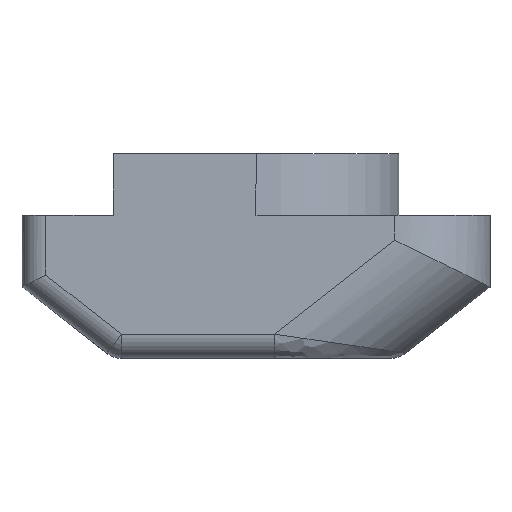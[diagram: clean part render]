
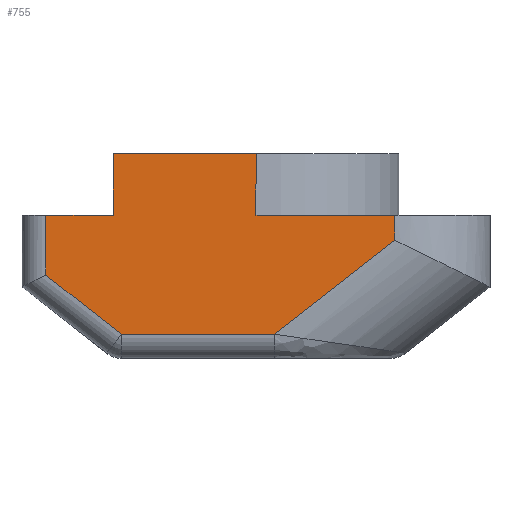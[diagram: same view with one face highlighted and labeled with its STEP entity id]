
A CAD part, top view. The second image highlights one B-rep face of the part: STEP entity #755.
In plain terms, the highlighted planar face has unit normal (0, 0, 1).
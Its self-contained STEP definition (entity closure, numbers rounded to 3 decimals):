
#41 = LINE ( 'NONE', #164, #526 ) ;
#44 = CARTESIAN_POINT ( 'NONE',  ( 0., 1.3, 3. ) ) ;
#67 = DIRECTION ( 'NONE',  ( -1., 0., 0. ) ) ;
#110 = LINE ( 'NONE', #920, #964 ) ;
#122 = EDGE_CURVE ( 'NONE', #338, #797, #676, .T. ) ;
#130 = VECTOR ( 'NONE', #295, 1000. ) ;
#136 = CARTESIAN_POINT ( 'NONE',  ( -2.828, -2.5, 3. ) ) ;
#140 = VECTOR ( 'NONE', #700, 1000. ) ;
#148 = CARTESIAN_POINT ( 'NONE',  ( -4.42, -1.256, 3. ) ) ;
#151 = ORIENTED_EDGE ( 'NONE', *, *, #246, .F. ) ;
#160 = EDGE_CURVE ( 'NONE', #898, #1049, #404, .T. ) ;
#164 = CARTESIAN_POINT ( 'NONE',  ( -4.92, 0., 3. ) ) ;
#172 = DIRECTION ( 'NONE',  ( 0.788, -0.616, 0. ) ) ;
#174 = CARTESIAN_POINT ( 'NONE',  ( -4.42, 0., 3. ) ) ;
#178 = FACE_OUTER_BOUND ( 'NONE', #430, .T. ) ;
#181 = VERTEX_POINT ( 'NONE', #227 ) ;
#218 = DIRECTION ( 'NONE',  ( 0., -1., 0. ) ) ;
#224 = VECTOR ( 'NONE', #172, 1000. ) ;
#227 = CARTESIAN_POINT ( 'NONE',  ( 2.92, -0.525, 3. ) ) ;
#234 = DIRECTION ( 'NONE',  ( 1., 0., 0. ) ) ;
#246 = EDGE_CURVE ( 'NONE', #636, #422, #727, .T. ) ;
#259 = ORIENTED_EDGE ( 'NONE', *, *, #1145, .T. ) ;
#263 = AXIS2_PLACEMENT_3D ( 'NONE', #804, #1171, #67 ) ;
#274 = PLANE ( 'NONE',  #263 ) ;
#295 = DIRECTION ( 'NONE',  ( 0.788, 0.616, 0. ) ) ;
#328 = CARTESIAN_POINT ( 'NONE',  ( 0., -2.5, 3. ) ) ;
#338 = VERTEX_POINT ( 'NONE', #838 ) ;
#347 = VERTEX_POINT ( 'NONE', #826 ) ;
#404 = LINE ( 'NONE', #328, #574 ) ;
#422 = VERTEX_POINT ( 'NONE', #1131 ) ;
#430 = EDGE_LOOP ( 'NONE', ( #1096, #864, #842, #259, #1173, #151, #810, #758, #612, #886 ) ) ;
#432 = CARTESIAN_POINT ( 'NONE',  ( 2.92, 0., 3. ) ) ;
#434 = LINE ( 'NONE', #1094, #224 ) ;
#437 = EDGE_CURVE ( 'NONE', #1049, #181, #771, .T. ) ;
#439 = DIRECTION ( 'NONE',  ( 0., -1., 0. ) ) ;
#471 = CARTESIAN_POINT ( 'NONE',  ( -4.42, 0., 3. ) ) ;
#521 = LINE ( 'NONE', #432, #830 ) ;
#526 = VECTOR ( 'NONE', #794, 1000. ) ;
#540 = DIRECTION ( 'NONE',  ( 0., -1., 0. ) ) ;
#574 = VECTOR ( 'NONE', #234, 1000. ) ;
#612 = ORIENTED_EDGE ( 'NONE', *, *, #853, .T. ) ;
#636 = VERTEX_POINT ( 'NONE', #1138 ) ;
#666 = VECTOR ( 'NONE', #218, 1000. ) ;
#676 = LINE ( 'NONE', #1036, #666 ) ;
#700 = DIRECTION ( 'NONE',  ( 1., 0., 0. ) ) ;
#712 = DIRECTION ( 'NONE',  ( 0., 1., 0. ) ) ;
#727 = LINE ( 'NONE', #919, #763 ) ;
#747 = CARTESIAN_POINT ( 'NONE',  ( 1.361, -1.742, 3. ) ) ;
#755 = ADVANCED_FACE ( 'NONE', ( #178 ), #274, .F. ) ;
#758 = ORIENTED_EDGE ( 'NONE', *, *, #122, .T. ) ;
#763 = VECTOR ( 'NONE', #439, 1000. ) ;
#771 = LINE ( 'NONE', #747, #130 ) ;
#776 = EDGE_CURVE ( 'NONE', #1032, #874, #991, .T. ) ;
#794 = DIRECTION ( 'NONE',  ( -1., 0., 0. ) ) ;
#797 = VERTEX_POINT ( 'NONE', #1008 ) ;
#804 = CARTESIAN_POINT ( 'NONE',  ( 0., 0., 3. ) ) ;
#810 = ORIENTED_EDGE ( 'NONE', *, *, #934, .F. ) ;
#826 = CARTESIAN_POINT ( 'NONE',  ( 2.92, 0., 3. ) ) ;
#830 = VECTOR ( 'NONE', #712, 1000. ) ;
#833 = DIRECTION ( 'NONE',  ( -1., 0., 0. ) ) ;
#838 = CARTESIAN_POINT ( 'NONE',  ( -3., 1.3, 3. ) ) ;
#842 = ORIENTED_EDGE ( 'NONE', *, *, #437, .T. ) ;
#853 = EDGE_CURVE ( 'NONE', #797, #1032, #110, .T. ) ;
#864 = ORIENTED_EDGE ( 'NONE', *, *, #160, .T. ) ;
#874 = VERTEX_POINT ( 'NONE', #148 ) ;
#886 = ORIENTED_EDGE ( 'NONE', *, *, #776, .T. ) ;
#898 = VERTEX_POINT ( 'NONE', #136 ) ;
#919 = CARTESIAN_POINT ( 'NONE',  ( 0., 1.3, 3. ) ) ;
#920 = CARTESIAN_POINT ( 'NONE',  ( -4.92, 0., 3. ) ) ;
#927 = CARTESIAN_POINT ( 'NONE',  ( 0.391, -2.5, 3. ) ) ;
#934 = EDGE_CURVE ( 'NONE', #338, #636, #969, .T. ) ;
#964 = VECTOR ( 'NONE', #833, 1000. ) ;
#969 = LINE ( 'NONE', #44, #140 ) ;
#991 = LINE ( 'NONE', #174, #1175 ) ;
#1008 = CARTESIAN_POINT ( 'NONE',  ( -3., 0., 3. ) ) ;
#1032 = VERTEX_POINT ( 'NONE', #471 ) ;
#1036 = CARTESIAN_POINT ( 'NONE',  ( -3., 1.3, 3. ) ) ;
#1049 = VERTEX_POINT ( 'NONE', #927 ) ;
#1094 = CARTESIAN_POINT ( 'NONE',  ( -2.285, -2.924, 3. ) ) ;
#1096 = ORIENTED_EDGE ( 'NONE', *, *, #1156, .T. ) ;
#1109 = EDGE_CURVE ( 'NONE', #347, #422, #41, .T. ) ;
#1131 = CARTESIAN_POINT ( 'NONE',  ( 0., 0., 3. ) ) ;
#1138 = CARTESIAN_POINT ( 'NONE',  ( 0., 1.3, 3. ) ) ;
#1145 = EDGE_CURVE ( 'NONE', #181, #347, #521, .T. ) ;
#1156 = EDGE_CURVE ( 'NONE', #874, #898, #434, .T. ) ;
#1171 = DIRECTION ( 'NONE',  ( 0., 0., -1. ) ) ;
#1173 = ORIENTED_EDGE ( 'NONE', *, *, #1109, .T. ) ;
#1175 = VECTOR ( 'NONE', #540, 1000. ) ;
